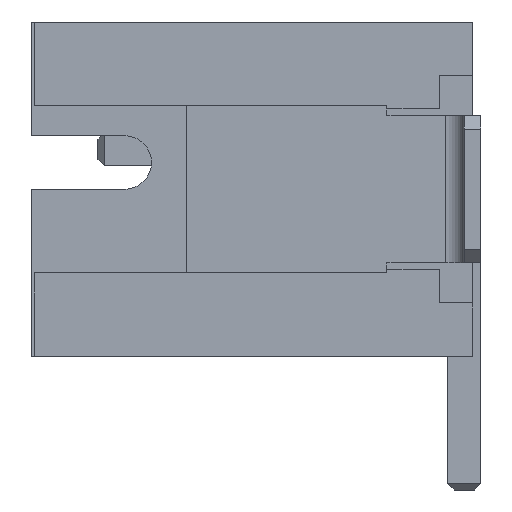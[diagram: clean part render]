
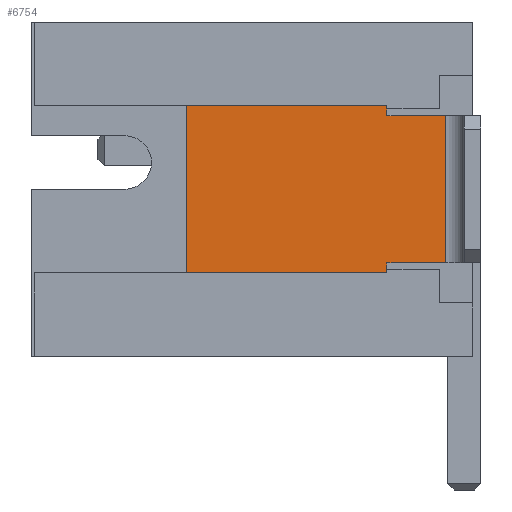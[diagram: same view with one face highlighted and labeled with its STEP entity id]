
A CAD part, left-side view. The second image highlights one B-rep face of the part: STEP entity #6754.
In plain terms, the highlighted planar face has unit normal (-1, 0, 0).
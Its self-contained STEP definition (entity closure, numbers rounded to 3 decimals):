
#21 = CARTESIAN_POINT ( 'NONE',  ( 0.275, 1.405, -1.1 ) ) ;
#23 = DIRECTION ( 'NONE',  ( 1., 0., 0. ) ) ;
#256 = CARTESIAN_POINT ( 'NONE',  ( 0.275, 1.405, 1.25 ) ) ;
#730 = ORIENTED_EDGE ( 'NONE', *, *, #2188, .T. ) ;
#819 = PLANE ( 'NONE',  #9879 ) ;
#961 = LINE ( 'NONE', #11218, #11347 ) ;
#1434 = DIRECTION ( 'NONE',  ( 0., -1., 0. ) ) ;
#1652 = FACE_OUTER_BOUND ( 'NONE', #5248, .T. ) ;
#1692 = ORIENTED_EDGE ( 'NONE', *, *, #10163, .T. ) ;
#1714 = VERTEX_POINT ( 'NONE', #21 ) ;
#1728 = VERTEX_POINT ( 'NONE', #9167 ) ;
#1758 = VERTEX_POINT ( 'NONE', #2856 ) ;
#1856 = DIRECTION ( 'NONE',  ( 0., 1., 0. ) ) ;
#2071 = DIRECTION ( 'NONE',  ( 0., -1., 0. ) ) ;
#2188 = EDGE_CURVE ( 'NONE', #1758, #11705, #6778, .T. ) ;
#2198 = CARTESIAN_POINT ( 'NONE',  ( 0.275, 1.405, -1.25 ) ) ;
#2302 = VERTEX_POINT ( 'NONE', #11515 ) ;
#2327 = EDGE_CURVE ( 'NONE', #9970, #10097, #5988, .T. ) ;
#2592 = VECTOR ( 'NONE', #1434, 1000. ) ;
#2697 = CARTESIAN_POINT ( 'NONE',  ( 0.275, 4.405, 1.25 ) ) ;
#2856 = CARTESIAN_POINT ( 'NONE',  ( 0.275, 1.405, 1.2 ) ) ;
#3650 = DIRECTION ( 'NONE',  ( 0., 0., -1. ) ) ;
#3711 = LINE ( 'NONE', #9075, #11685 ) ;
#3738 = EDGE_CURVE ( 'NONE', #1728, #8066, #6165, .T. ) ;
#3752 = VECTOR ( 'NONE', #2071, 1000. ) ;
#3841 = VERTEX_POINT ( 'NONE', #2697 ) ;
#3868 = CARTESIAN_POINT ( 'NONE',  ( 0.275, 1.405, -1.1 ) ) ;
#3877 = EDGE_CURVE ( 'NONE', #9970, #1758, #6768, .T. ) ;
#3958 = ORIENTED_EDGE ( 'NONE', *, *, #3738, .T. ) ;
#4212 = EDGE_CURVE ( 'NONE', #10097, #4339, #8521, .T. ) ;
#4339 = VERTEX_POINT ( 'NONE', #7878 ) ;
#4447 = CARTESIAN_POINT ( 'NONE',  ( 0.275, 0.125, -2.5 ) ) ;
#4548 = EDGE_CURVE ( 'NONE', #3841, #1728, #3711, .T. ) ;
#4634 = DIRECTION ( 'NONE',  ( 0., 0., -1. ) ) ;
#4686 = LINE ( 'NONE', #3868, #3752 ) ;
#5078 = CARTESIAN_POINT ( 'NONE',  ( 0.275, 1.405, -1.25 ) ) ;
#5101 = VECTOR ( 'NONE', #9948, 1000. ) ;
#5162 = CARTESIAN_POINT ( 'NONE',  ( 0.275, 1.405, -1.25 ) ) ;
#5248 = EDGE_LOOP ( 'NONE', ( #3958, #6622, #1692, #8654, #9912, #8049, #8664, #730, #7142, #8835 ) ) ;
#5282 = VECTOR ( 'NONE', #8479, 1000. ) ;
#5596 = DIRECTION ( 'NONE',  ( 0., 0., 1. ) ) ;
#5988 = LINE ( 'NONE', #9619, #2592 ) ;
#6063 = VECTOR ( 'NONE', #4634, 1000. ) ;
#6165 = LINE ( 'NONE', #5078, #6857 ) ;
#6205 = CARTESIAN_POINT ( 'NONE',  ( 0.275, 1.405, -1.25 ) ) ;
#6393 = VECTOR ( 'NONE', #7025, 1000. ) ;
#6622 = ORIENTED_EDGE ( 'NONE', *, *, #6913, .T. ) ;
#6754 = ADVANCED_FACE ( 'NONE', ( #1652 ), #819, .F. ) ;
#6768 = LINE ( 'NONE', #11267, #5282 ) ;
#6778 = LINE ( 'NONE', #9506, #6393 ) ;
#6857 = VECTOR ( 'NONE', #8734, 1000. ) ;
#6913 = EDGE_CURVE ( 'NONE', #8066, #2302, #10328, .T. ) ;
#7025 = DIRECTION ( 'NONE',  ( 0., 0., 1. ) ) ;
#7142 = ORIENTED_EDGE ( 'NONE', *, *, #11667, .T. ) ;
#7878 = CARTESIAN_POINT ( 'NONE',  ( 0.275, 0.525, -1.1 ) ) ;
#8049 = ORIENTED_EDGE ( 'NONE', *, *, #2327, .F. ) ;
#8066 = VERTEX_POINT ( 'NONE', #5162 ) ;
#8413 = CARTESIAN_POINT ( 'NONE',  ( 0.275, 1.405, 1.1 ) ) ;
#8479 = DIRECTION ( 'NONE',  ( 0., 0., 1. ) ) ;
#8521 = LINE ( 'NONE', #9173, #6063 ) ;
#8654 = ORIENTED_EDGE ( 'NONE', *, *, #10370, .T. ) ;
#8662 = CARTESIAN_POINT ( 'NONE',  ( 0.275, 0.525, 1.1 ) ) ;
#8664 = ORIENTED_EDGE ( 'NONE', *, *, #3877, .T. ) ;
#8734 = DIRECTION ( 'NONE',  ( 0., -1., 0. ) ) ;
#8835 = ORIENTED_EDGE ( 'NONE', *, *, #4548, .T. ) ;
#9048 = DIRECTION ( 'NONE',  ( 0., 0., -1. ) ) ;
#9075 = CARTESIAN_POINT ( 'NONE',  ( 0.275, 4.405, -1.25 ) ) ;
#9167 = CARTESIAN_POINT ( 'NONE',  ( 0.275, 4.405, -1.25 ) ) ;
#9173 = CARTESIAN_POINT ( 'NONE',  ( 0.275, 0.525, -1.1 ) ) ;
#9506 = CARTESIAN_POINT ( 'NONE',  ( 0.275, 1.405, -1.25 ) ) ;
#9619 = CARTESIAN_POINT ( 'NONE',  ( 0.275, 1.405, 1.1 ) ) ;
#9879 = AXIS2_PLACEMENT_3D ( 'NONE', #4447, #23, #9048 ) ;
#9912 = ORIENTED_EDGE ( 'NONE', *, *, #4212, .F. ) ;
#9948 = DIRECTION ( 'NONE',  ( 0., 0., 1. ) ) ;
#9970 = VERTEX_POINT ( 'NONE', #8413 ) ;
#10097 = VERTEX_POINT ( 'NONE', #8662 ) ;
#10163 = EDGE_CURVE ( 'NONE', #2302, #1714, #11841, .T. ) ;
#10328 = LINE ( 'NONE', #2198, #10881 ) ;
#10370 = EDGE_CURVE ( 'NONE', #1714, #4339, #4686, .T. ) ;
#10881 = VECTOR ( 'NONE', #5596, 1000. ) ;
#11218 = CARTESIAN_POINT ( 'NONE',  ( 0.275, 1.405, 1.25 ) ) ;
#11267 = CARTESIAN_POINT ( 'NONE',  ( 0.275, 1.405, -1.25 ) ) ;
#11347 = VECTOR ( 'NONE', #1856, 1000. ) ;
#11515 = CARTESIAN_POINT ( 'NONE',  ( 0.275, 1.405, -1.2 ) ) ;
#11667 = EDGE_CURVE ( 'NONE', #11705, #3841, #961, .T. ) ;
#11685 = VECTOR ( 'NONE', #3650, 1000. ) ;
#11705 = VERTEX_POINT ( 'NONE', #256 ) ;
#11841 = LINE ( 'NONE', #6205, #5101 ) ;
